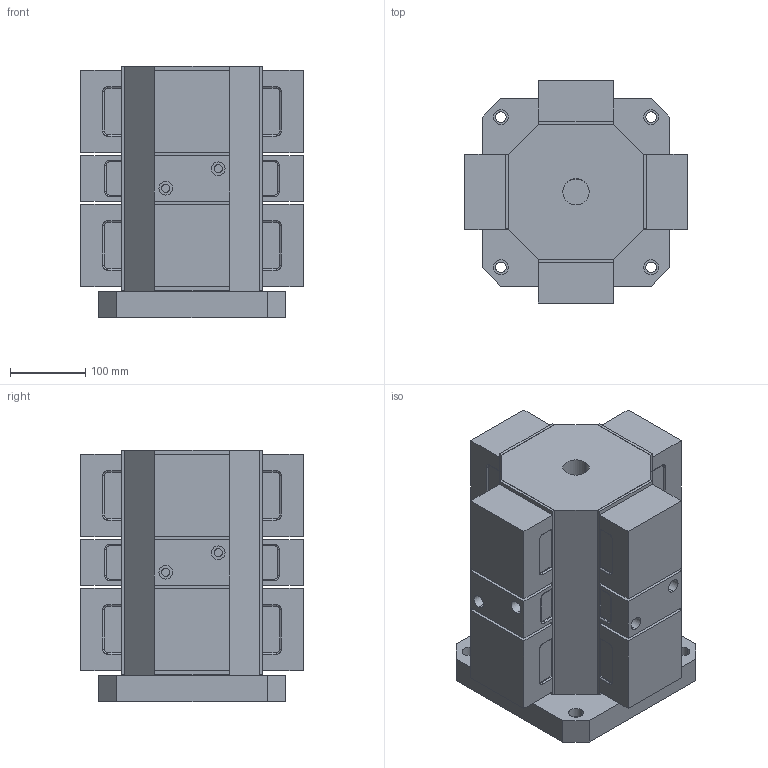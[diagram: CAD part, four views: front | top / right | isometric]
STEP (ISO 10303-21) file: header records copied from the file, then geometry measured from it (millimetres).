
FILE_DESCRIPTION (( 'STEP AP203' ), '1' );
FILE_NAME ('1030.STEP', '2025-03-15T11:20:04', ( '微软用户' ), ( '微软中国' ), 'SwSTEP 2.0', 'SolidWorks 2016', '' );
FILE_SCHEMA (( 'CONFIG_CONTROL_DESIGN' ));
Length unit declared in the file: millimetre
Products named in the file (9): 19; 6; 4; 5; 2; Assem4; Assem1; 1030; Assem3
Assembly tree (12 placements, depth 4):
  1030
    6
    19
    Assem1  x4
      5
      Assem3
        2
      Assem4
        4
Bounding box: 296 x 296 x 335 mm (x, y, z)
Volume: 16813902.2 mm3; surface area: 1167735.8 mm2
Topology: 18 solids, 18 shells, 542 faces, 1366 edges, 872 vertices
Faces by surface type: plane 260, cylinder 226, bspline 48, cone 8
Entity records: 6145 total; most frequent: CARTESIAN_POINT 998, DIRECTION 906, ORIENTED_EDGE 812, EDGE_CURVE 406, AXIS2_PLACEMENT_3D 332, VERTEX_POINT 264, LINE 242, VECTOR 242
